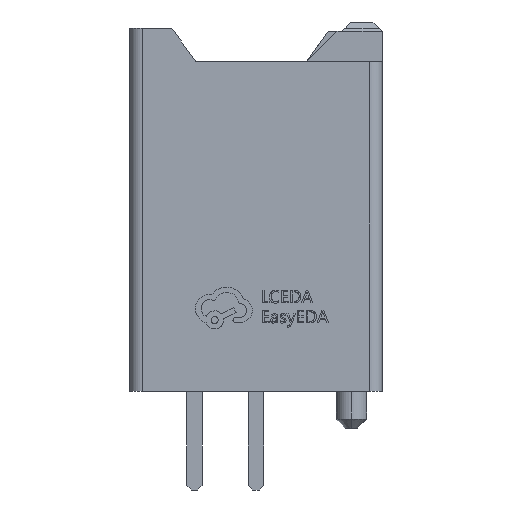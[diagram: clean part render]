
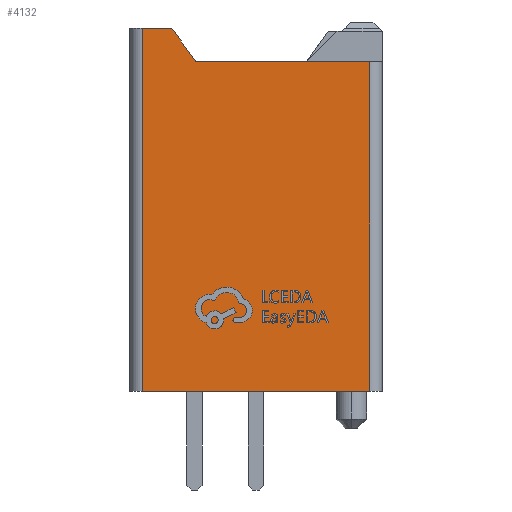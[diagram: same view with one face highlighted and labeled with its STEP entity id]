
A CAD part, left-side view. The second image highlights one B-rep face of the part: STEP entity #4132.
In plain terms, the highlighted planar face has unit normal (-1, 0, 0).
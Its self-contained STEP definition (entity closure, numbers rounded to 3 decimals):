
#1286 = PLANE ( 'NONE',  #22801 ) ;
#2099 = LINE ( 'NONE', #30126, #37019 ) ;
#2391 = EDGE_CURVE ( 'NONE', #32780, #19838, #29032, .T. ) ;
#3895 = DIRECTION ( 'NONE',  ( 0., 1., 0. ) ) ;
#4132 = ADVANCED_FACE ( 'NONE', ( #18164 ), #1286, .F. ) ;
#4824 = EDGE_CURVE ( 'NONE', #27727, #32780, #2099, .T. ) ;
#5000 = CARTESIAN_POINT ( 'NONE',  ( -16., -4.7, 10.716 ) ) ;
#5831 = CARTESIAN_POINT ( 'NONE',  ( -16., 1.738, 11.8 ) ) ;
#5904 = CARTESIAN_POINT ( 'NONE',  ( -16., 0.952, 10.716 ) ) ;
#6408 = CARTESIAN_POINT ( 'NONE',  ( -16., 2.7, 12. ) ) ;
#6798 = DIRECTION ( 'NONE',  ( 0., 0., -1. ) ) ;
#7823 = EDGE_LOOP ( 'NONE', ( #15524, #24884, #33987, #18608, #10079, #28511, #9922 ) ) ;
#8735 = AXIS2_PLACEMENT_3D ( 'NONE', #18866, #19955, #23507 ) ;
#9299 = DIRECTION ( 'NONE',  ( 1., 0., 0. ) ) ;
#9922 = ORIENTED_EDGE ( 'NONE', *, *, #4824, .T. ) ;
#10021 = CARTESIAN_POINT ( 'NONE',  ( -16., 2.7, 0. ) ) ;
#10079 = ORIENTED_EDGE ( 'NONE', *, *, #20184, .T. ) ;
#10141 = CARTESIAN_POINT ( 'NONE',  ( -16., 0.952, 10.716 ) ) ;
#12298 = VECTOR ( 'NONE', #25127, 1000. ) ;
#14123 = VERTEX_POINT ( 'NONE', #25456 ) ;
#15333 = CARTESIAN_POINT ( 'NONE',  ( -16., 2.7, 12. ) ) ;
#15524 = ORIENTED_EDGE ( 'NONE', *, *, #2391, .T. ) ;
#16079 = VECTOR ( 'NONE', #6798, 1000. ) ;
#16826 = DIRECTION ( 'NONE',  ( 0., 0.587, 0.81 ) ) ;
#18164 = FACE_OUTER_BOUND ( 'NONE', #7823, .T. ) ;
#18608 = ORIENTED_EDGE ( 'NONE', *, *, #26194, .T. ) ;
#18866 = CARTESIAN_POINT ( 'NONE',  ( -16., 1.84, 11.6 ) ) ;
#19838 = VERTEX_POINT ( 'NONE', #23501 ) ;
#19955 = DIRECTION ( 'NONE',  ( -1., 0., 0. ) ) ;
#20184 = EDGE_CURVE ( 'NONE', #21814, #30107, #24381, .T. ) ;
#20879 = EDGE_CURVE ( 'NONE', #19838, #24811, #25019, .T. ) ;
#21130 = LINE ( 'NONE', #32565, #16079 ) ;
#21814 = VERTEX_POINT ( 'NONE', #23690 ) ;
#22377 = VECTOR ( 'NONE', #31647, 1000. ) ;
#22801 = AXIS2_PLACEMENT_3D ( 'NONE', #15333, #9299, #3895 ) ;
#23147 = LINE ( 'NONE', #5831, #34761 ) ;
#23501 = CARTESIAN_POINT ( 'NONE',  ( -16., 1.678, 11.717 ) ) ;
#23507 = DIRECTION ( 'NONE',  ( 0., 1., 0. ) ) ;
#23690 = CARTESIAN_POINT ( 'NONE',  ( -16., 2.7, 0. ) ) ;
#24381 = LINE ( 'NONE', #10021, #12298 ) ;
#24811 = VERTEX_POINT ( 'NONE', #32353 ) ;
#24878 = CARTESIAN_POINT ( 'NONE',  ( -16., -4.7, 0. ) ) ;
#24884 = ORIENTED_EDGE ( 'NONE', *, *, #20879, .T. ) ;
#25019 = CIRCLE ( 'NONE', #8735, 0.2 ) ;
#25067 = DIRECTION ( 'NONE',  ( 0., 1., 0. ) ) ;
#25127 = DIRECTION ( 'NONE',  ( 0., -1., 0. ) ) ;
#25456 = CARTESIAN_POINT ( 'NONE',  ( -16., 2.7, 11.8 ) ) ;
#26194 = EDGE_CURVE ( 'NONE', #14123, #21814, #34827, .T. ) ;
#27727 = VERTEX_POINT ( 'NONE', #5000 ) ;
#28511 = ORIENTED_EDGE ( 'NONE', *, *, #30872, .F. ) ;
#29032 = LINE ( 'NONE', #5904, #35030 ) ;
#30107 = VERTEX_POINT ( 'NONE', #24878 ) ;
#30126 = CARTESIAN_POINT ( 'NONE',  ( -16., -2.634, 10.716 ) ) ;
#30872 = EDGE_CURVE ( 'NONE', #27727, #30107, #21130, .T. ) ;
#31606 = DIRECTION ( 'NONE',  ( 0., 1., 0. ) ) ;
#31647 = DIRECTION ( 'NONE',  ( 0., 0., -1. ) ) ;
#32353 = CARTESIAN_POINT ( 'NONE',  ( -16., 1.84, 11.8 ) ) ;
#32565 = CARTESIAN_POINT ( 'NONE',  ( -16., -4.7, 12. ) ) ;
#32780 = VERTEX_POINT ( 'NONE', #10141 ) ;
#33032 = EDGE_CURVE ( 'NONE', #24811, #14123, #23147, .T. ) ;
#33987 = ORIENTED_EDGE ( 'NONE', *, *, #33032, .T. ) ;
#34761 = VECTOR ( 'NONE', #31606, 1000. ) ;
#34827 = LINE ( 'NONE', #6408, #22377 ) ;
#35030 = VECTOR ( 'NONE', #16826, 1000. ) ;
#37019 = VECTOR ( 'NONE', #25067, 1000. ) ;
